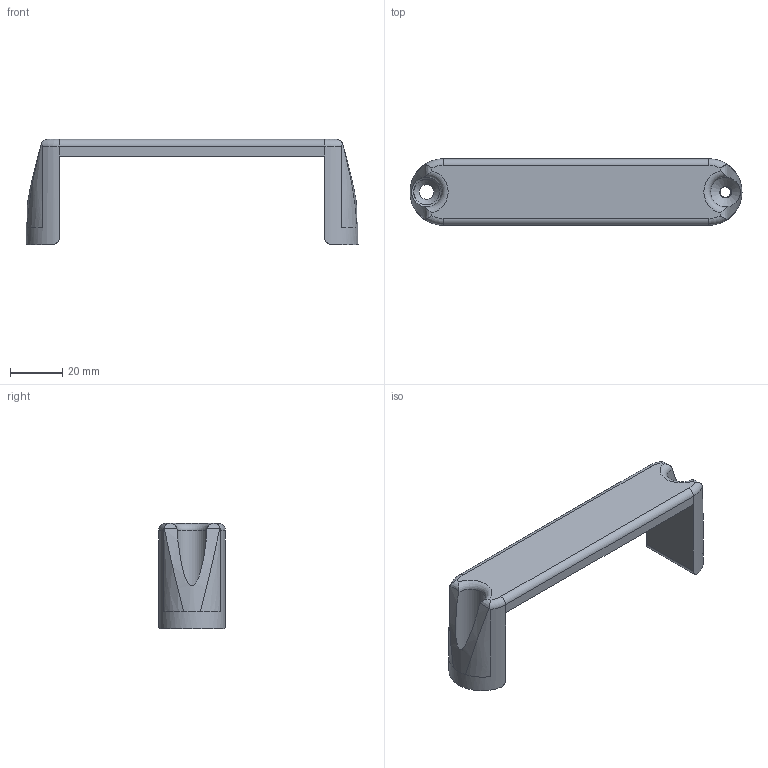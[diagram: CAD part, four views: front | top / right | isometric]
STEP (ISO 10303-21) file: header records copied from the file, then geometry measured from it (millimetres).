
FILE_DESCRIPTION(/* description */ (''),/* implementation_level */ '2;1');
FILE_NAME(/* name */ 'Basic Tube Mount Half 4-Inch.step',/* time_stamp */ '2023-10-01T16:02:40-04:00',/* author */ (''),/* organization */ (''),/* preprocessor_version */ 'ST-DEVELOPER v20',/* originating_system */ 'Autodesk Translation Framework v12.14.0.127',/* authorisation */ '');
FILE_SCHEMA (('AUTOMOTIVE_DESIGN { 1 0 10303 214 3 1 1 }'));
Length unit declared in the file: inch
Products named in the file (2): Basic Tube Mount Half; Basic Mount
Assembly tree (1 placements, depth 2):
  Basic Tube Mount Half
    Basic Mount
Bounding box: 127 x 25.4 x 40.22 mm (x, y, z)
Volume: 28140.8 mm3; surface area: 13396.3 mm2
Topology: 1 solids, 1 shells, 58 faces, 178 edges, 117 vertices
Faces by surface type: cylinder 27, bspline 12, plane 10, torus 6, cone 3
Full cylindrical faces by diameter (mm): 4.064 x3, 4.826 x5, 5.613 x1, 11.43 x2
Entity records: 3508 total; most frequent: CARTESIAN_POINT 2051, ORIENTED_EDGE 348, DIRECTION 220, EDGE_CURVE 174, VERTEX_POINT 117, B_SPLINE_CURVE_WITH_KNOTS 88, AXIS2_PLACEMENT_3D 85, EDGE_LOOP 61
